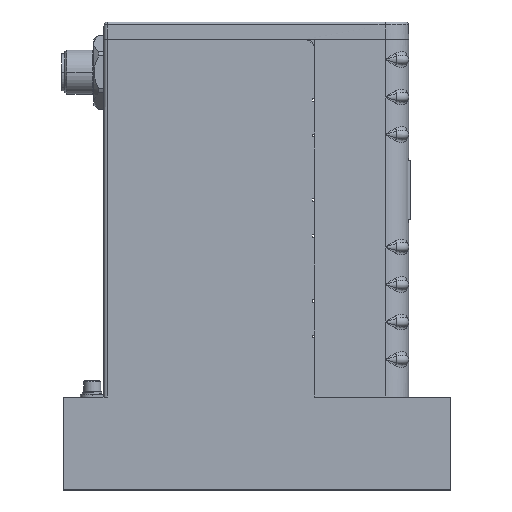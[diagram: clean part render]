
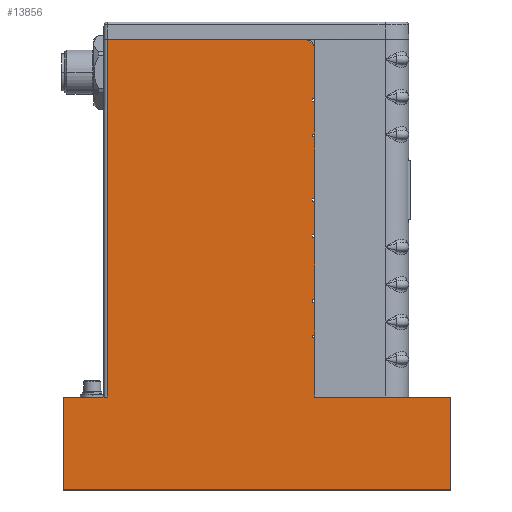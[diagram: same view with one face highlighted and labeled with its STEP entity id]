
A CAD part, top view. The second image highlights one B-rep face of the part: STEP entity #13856.
In plain terms, the highlighted planar face has unit normal (0, 0, 1).
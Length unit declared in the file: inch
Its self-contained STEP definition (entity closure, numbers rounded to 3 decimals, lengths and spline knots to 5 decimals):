
#284=DIRECTION('',(-1.,0.,0.));
#285=VECTOR('',#284,0.469);
#286=CARTESIAN_POINT('',(2.4105,0.99,0.));
#287=LINE('',#286,#285);
#1145=DIRECTION('',(-1.,0.,0.));
#1146=VECTOR('',#1145,1.445);
#1147=CARTESIAN_POINT('',(6.0715,0.99,0.));
#1148=LINE('',#1147,#1146);
#1224=DIRECTION('',(0.,1.,0.));
#1225=VECTOR('',#1224,0.63);
#1226=CARTESIAN_POINT('',(4.6265,0.99,0.));
#1227=LINE('',#1226,#1225);
#1232=DIRECTION('',(0.,1.,0.));
#1233=VECTOR('',#1232,0.35);
#1234=CARTESIAN_POINT('',(4.6265,1.65,0.));
#1235=LINE('',#1234,#1233);
#1240=DIRECTION('',(0.,1.,0.));
#1241=VECTOR('',#1240,0.66);
#1242=CARTESIAN_POINT('',(4.6265,2.03,0.));
#1243=LINE('',#1242,#1241);
#1248=DIRECTION('',(0.,1.,0.));
#1249=VECTOR('',#1248,0.355);
#1250=CARTESIAN_POINT('',(4.6265,2.72,0.));
#1251=LINE('',#1250,#1249);
#1256=DIRECTION('',(0.,1.,0.));
#1257=VECTOR('',#1256,0.66);
#1258=CARTESIAN_POINT('',(4.6265,3.105,0.));
#1259=LINE('',#1258,#1257);
#1264=DIRECTION('',(0.,1.,0.));
#1265=VECTOR('',#1264,0.35);
#1266=CARTESIAN_POINT('',(4.6265,3.795,0.));
#1267=LINE('',#1266,#1265);
#1272=DIRECTION('',(0.,1.,0.));
#1273=VECTOR('',#1272,0.505);
#1274=CARTESIAN_POINT('',(4.6265,4.175,0.));
#1275=LINE('',#1274,#1273);
#1280=DIRECTION('',(1.,0.,0.));
#1281=VECTOR('',#1280,2.091);
#1282=CARTESIAN_POINT('',(2.4105,4.805,
0.));
#1283=LINE('',#1282,#1281);
#1284=CARTESIAN_POINT('',(4.5015,4.68,0.));
#1285=DIRECTION('',(0.,0.,-1.));
#1286=DIRECTION('',(0.,1.,0.));
#1287=AXIS2_PLACEMENT_3D('',#1284,#1285,#1286);
#1289=DIRECTION('',(1.,0.,0.));
#1290=VECTOR('',#1289,0.03);
#1291=CARTESIAN_POINT('',(4.5965,4.145,0.));
#1292=LINE('',#1291,#1290);
#1293=DIRECTION('',(1.,0.,0.));
#1294=VECTOR('',#1293,0.03);
#1295=CARTESIAN_POINT('',(4.5965,3.765,0.));
#1296=LINE('',#1295,#1294);
#1297=DIRECTION('',(1.,0.,0.));
#1298=VECTOR('',#1297,0.03);
#1299=CARTESIAN_POINT('',(4.5965,3.075,0.));
#1300=LINE('',#1299,#1298);
#1301=DIRECTION('',(1.,0.,0.));
#1302=VECTOR('',#1301,0.03);
#1303=CARTESIAN_POINT('',(4.5965,2.69,0.));
#1304=LINE('',#1303,#1302);
#1305=DIRECTION('',(1.,0.,0.));
#1306=VECTOR('',#1305,0.03);
#1307=CARTESIAN_POINT('',(4.5965,2.,0.));
#1308=LINE('',#1307,#1306);
#1309=DIRECTION('',(1.,0.,0.));
#1310=VECTOR('',#1309,0.03);
#1311=CARTESIAN_POINT('',(4.5965,1.62,0.));
#1312=LINE('',#1311,#1310);
#1313=DIRECTION('',(0.,1.,0.));
#1314=VECTOR('',#1313,0.99);
#1315=CARTESIAN_POINT('',(6.0715,0.,0.));
#1316=LINE('',#1315,#1314);
#1321=DIRECTION('',(1.,0.,0.));
#1322=VECTOR('',#1321,4.13);
#1323=CARTESIAN_POINT('',(1.9415,0.,0.));
#1324=LINE('',#1323,#1322);
#1419=DIRECTION('',(0.,-1.,0.));
#1420=VECTOR('',#1419,0.99);
#1421=CARTESIAN_POINT('',(1.9415,0.99,0.));
#1422=LINE('',#1421,#1420);
#2269=DIRECTION('',(0.,-1.,0.));
#2270=VECTOR('',#2269,3.815);
#2271=CARTESIAN_POINT('',(2.4105,4.805,
0.));
#2272=LINE('',#2271,#2270);
#4505=DIRECTION('',(1.,0.,0.));
#4506=VECTOR('',#4505,0.03);
#4507=CARTESIAN_POINT('',(4.5965,4.175,0.));
#4508=LINE('',#4507,#4506);
#4509=DIRECTION('',(0.,1.,0.));
#4510=VECTOR('',#4509,0.03);
#4511=CARTESIAN_POINT('',(4.5965,4.145,0.));
#4512=LINE('',#4511,#4510);
#4561=DIRECTION('',(1.,0.,0.));
#4562=VECTOR('',#4561,0.03);
#4563=CARTESIAN_POINT('',(4.5965,3.795,0.));
#4564=LINE('',#4563,#4562);
#4617=DIRECTION('',(1.,0.,0.));
#4618=VECTOR('',#4617,0.03);
#4619=CARTESIAN_POINT('',(4.5965,3.105,0.));
#4620=LINE('',#4619,#4618);
#4621=DIRECTION('',(0.,1.,0.));
#4622=VECTOR('',#4621,0.03);
#4623=CARTESIAN_POINT('',(4.5965,3.075,0.));
#4624=LINE('',#4623,#4622);
#4671=DIRECTION('',(1.,0.,0.));
#4672=VECTOR('',#4671,0.03);
#4673=CARTESIAN_POINT('',(4.5965,2.72,0.));
#4674=LINE('',#4673,#4672);
#4731=DIRECTION('',(1.,0.,0.));
#4732=VECTOR('',#4731,0.03);
#4733=CARTESIAN_POINT('',(4.5965,2.03,0.));
#4734=LINE('',#4733,#4732);
#4735=DIRECTION('',(0.,1.,0.));
#4736=VECTOR('',#4735,0.03);
#4737=CARTESIAN_POINT('',(4.5965,2.,0.));
#4738=LINE('',#4737,#4736);
#4787=DIRECTION('',(1.,0.,0.));
#4788=VECTOR('',#4787,0.03);
#4789=CARTESIAN_POINT('',(4.5965,1.65,0.));
#4790=LINE('',#4789,#4788);
#4884=DIRECTION('',(0.,1.,0.));
#4885=VECTOR('',#4884,0.03);
#4886=CARTESIAN_POINT('',(4.5965,1.62,0.));
#4887=LINE('',#4886,#4885);
#4978=DIRECTION('',(0.,1.,0.));
#4979=VECTOR('',#4978,0.03);
#4980=CARTESIAN_POINT('',(4.5965,2.69,0.));
#4981=LINE('',#4980,#4979);
#5072=DIRECTION('',(0.,1.,0.));
#5073=VECTOR('',#5072,0.03);
#5074=CARTESIAN_POINT('',(4.5965,3.765,0.));
#5075=LINE('',#5074,#5073);
#10678=CARTESIAN_POINT('',(2.4105,0.99,0.));
#10679=VERTEX_POINT('',#10678);
#10680=CARTESIAN_POINT('',(1.9415,0.99,0.));
#10681=VERTEX_POINT('',#10680);
#10724=CARTESIAN_POINT('',(6.0715,0.99,0.));
#10725=VERTEX_POINT('',#10724);
#10726=CARTESIAN_POINT('',(4.6265,0.99,0.));
#10727=VERTEX_POINT('',#10726);
#10750=CARTESIAN_POINT('',(1.9415,0.,0.));
#10751=CARTESIAN_POINT('',(6.0715,0.,0.));
#10752=VERTEX_POINT('',#10750);
#10753=VERTEX_POINT('',#10751);
#10826=CARTESIAN_POINT('',(4.6265,1.62,0.));
#10827=VERTEX_POINT('',#10826);
#10828=CARTESIAN_POINT('',(2.4105,4.805,
0.));
#10829=VERTEX_POINT('',#10828);
#10830=CARTESIAN_POINT('',(4.5015,4.805,
0.));
#10831=VERTEX_POINT('',#10830);
#10832=CARTESIAN_POINT('',(4.6265,4.68,0.));
#10833=VERTEX_POINT('',#10832);
#10834=CARTESIAN_POINT('',(4.6265,4.175,0.));
#10835=VERTEX_POINT('',#10834);
#10836=CARTESIAN_POINT('',(4.5965,4.175,0.));
#10837=VERTEX_POINT('',#10836);
#10838=CARTESIAN_POINT('',(4.5965,4.145,0.));
#10839=VERTEX_POINT('',#10838);
#10840=CARTESIAN_POINT('',(4.6265,4.145,0.));
#10841=VERTEX_POINT('',#10840);
#10842=CARTESIAN_POINT('',(4.6265,3.795,0.));
#10843=VERTEX_POINT('',#10842);
#10844=CARTESIAN_POINT('',(4.5965,3.795,0.));
#10845=VERTEX_POINT('',#10844);
#10846=CARTESIAN_POINT('',(4.5965,3.765,0.));
#10847=VERTEX_POINT('',#10846);
#10848=CARTESIAN_POINT('',(4.6265,3.765,0.));
#10849=VERTEX_POINT('',#10848);
#10850=CARTESIAN_POINT('',(4.6265,3.105,0.));
#10851=VERTEX_POINT('',#10850);
#10852=CARTESIAN_POINT('',(4.5965,3.105,0.));
#10853=VERTEX_POINT('',#10852);
#10854=CARTESIAN_POINT('',(4.5965,3.075,0.));
#10855=VERTEX_POINT('',#10854);
#10856=CARTESIAN_POINT('',(4.6265,3.075,0.));
#10857=VERTEX_POINT('',#10856);
#10858=CARTESIAN_POINT('',(4.6265,2.72,0.));
#10859=VERTEX_POINT('',#10858);
#10860=CARTESIAN_POINT('',(4.5965,2.72,0.));
#10861=VERTEX_POINT('',#10860);
#10862=CARTESIAN_POINT('',(4.5965,2.69,0.));
#10863=VERTEX_POINT('',#10862);
#10864=CARTESIAN_POINT('',(4.6265,2.69,0.));
#10865=VERTEX_POINT('',#10864);
#10866=CARTESIAN_POINT('',(4.6265,2.03,0.));
#10867=VERTEX_POINT('',#10866);
#10868=CARTESIAN_POINT('',(4.5965,2.03,0.));
#10869=VERTEX_POINT('',#10868);
#10870=CARTESIAN_POINT('',(4.5965,2.,0.));
#10871=VERTEX_POINT('',#10870);
#10872=CARTESIAN_POINT('',(4.6265,2.,0.));
#10873=VERTEX_POINT('',#10872);
#10874=CARTESIAN_POINT('',(4.6265,1.65,0.));
#10875=VERTEX_POINT('',#10874);
#10876=CARTESIAN_POINT('',(4.5965,1.65,0.));
#10877=VERTEX_POINT('',#10876);
#10878=CARTESIAN_POINT('',(4.5965,1.62,0.));
#10879=VERTEX_POINT('',#10878);
#13792=CARTESIAN_POINT('',(2.3765,0.99,0.));
#13793=DIRECTION('',(0.,0.,1.));
#13794=DIRECTION('',(1.,0.,0.));
#13795=AXIS2_PLACEMENT_3D('',#13792,#13793,#13794);
#13796=PLANE('',#13795);
#13797=ORIENTED_EDGE('',*,*,#13742,.F.);
#13798=ORIENTED_EDGE('',*,*,#13642,.F.);
#13800=ORIENTED_EDGE('',*,*,#13799,.F.);
#13802=ORIENTED_EDGE('',*,*,#13801,.F.);
#13804=ORIENTED_EDGE('',*,*,#13803,.F.);
#13805=ORIENTED_EDGE('',*,*,#12688,.F.);
#13807=ORIENTED_EDGE('',*,*,#13806,.F.);
#13809=ORIENTED_EDGE('',*,*,#13808,.T.);
#13811=ORIENTED_EDGE('',*,*,#13810,.T.);
#13812=ORIENTED_EDGE('',*,*,#13766,.F.);
#13814=ORIENTED_EDGE('',*,*,#13813,.F.);
#13816=ORIENTED_EDGE('',*,*,#13815,.F.);
#13818=ORIENTED_EDGE('',*,*,#13817,.T.);
#13819=ORIENTED_EDGE('',*,*,#13762,.F.);
#13821=ORIENTED_EDGE('',*,*,#13820,.F.);
#13823=ORIENTED_EDGE('',*,*,#13822,.F.);
#13825=ORIENTED_EDGE('',*,*,#13824,.T.);
#13826=ORIENTED_EDGE('',*,*,#13758,.F.);
#13828=ORIENTED_EDGE('',*,*,#13827,.F.);
#13830=ORIENTED_EDGE('',*,*,#13829,.F.);
#13832=ORIENTED_EDGE('',*,*,#13831,.T.);
#13833=ORIENTED_EDGE('',*,*,#13754,.F.);
#13835=ORIENTED_EDGE('',*,*,#13834,.F.);
#13837=ORIENTED_EDGE('',*,*,#13836,.F.);
#13839=ORIENTED_EDGE('',*,*,#13838,.T.);
#13840=ORIENTED_EDGE('',*,*,#13750,.F.);
#13842=ORIENTED_EDGE('',*,*,#13841,.F.);
#13844=ORIENTED_EDGE('',*,*,#13843,.F.);
#13846=ORIENTED_EDGE('',*,*,#13845,.T.);
#13847=ORIENTED_EDGE('',*,*,#13746,.F.);
#13849=ORIENTED_EDGE('',*,*,#13848,.F.);
#13851=ORIENTED_EDGE('',*,*,#13850,.F.);
#13853=ORIENTED_EDGE('',*,*,#13852,.T.);
#13854=EDGE_LOOP('',(#13797,#13798,#13800,#13802,#13804,#13805,#13807,#13809,
#13811,#13812,#13814,#13816,#13818,#13819,#13821,#13823,#13825,#13826,#13828,
#13830,#13832,#13833,#13835,#13837,#13839,#13840,#13842,#13844,#13846,#13847,
#13849,#13851,#13853));
#13855=FACE_OUTER_BOUND('',#13854,.F.);
#13856=ADVANCED_FACE('',(#13855),#13796,.T.);
#1288=CIRCLE('',#1287,0.125);
#12688=EDGE_CURVE('',#10679,#10681,#287,.T.);
#13642=EDGE_CURVE('',#10725,#10727,#1148,.T.);
#13742=EDGE_CURVE('',#10727,#10827,#1227,.T.);
#13746=EDGE_CURVE('',#10875,#10873,#1235,.T.);
#13750=EDGE_CURVE('',#10867,#10865,#1243,.T.);
#13754=EDGE_CURVE('',#10859,#10857,#1251,.T.);
#13758=EDGE_CURVE('',#10851,#10849,#1259,.T.);
#13762=EDGE_CURVE('',#10843,#10841,#1267,.T.);
#13766=EDGE_CURVE('',#10835,#10833,#1275,.T.);
#13799=EDGE_CURVE('',#10753,#10725,#1316,.T.);
#13801=EDGE_CURVE('',#10752,#10753,#1324,.T.);
#13803=EDGE_CURVE('',#10681,#10752,#1422,.T.);
#13806=EDGE_CURVE('',#10829,#10679,#2272,.T.);
#13808=EDGE_CURVE('',#10829,#10831,#1283,.T.);
#13810=EDGE_CURVE('',#10831,#10833,#1288,.T.);
#13813=EDGE_CURVE('',#10837,#10835,#4508,.T.);
#13815=EDGE_CURVE('',#10839,#10837,#4512,.T.);
#13817=EDGE_CURVE('',#10839,#10841,#1292,.T.);
#13820=EDGE_CURVE('',#10845,#10843,#4564,.T.);
#13822=EDGE_CURVE('',#10847,#10845,#5075,.T.);
#13824=EDGE_CURVE('',#10847,#10849,#1296,.T.);
#13827=EDGE_CURVE('',#10853,#10851,#4620,.T.);
#13829=EDGE_CURVE('',#10855,#10853,#4624,.T.);
#13831=EDGE_CURVE('',#10855,#10857,#1300,.T.);
#13834=EDGE_CURVE('',#10861,#10859,#4674,.T.);
#13836=EDGE_CURVE('',#10863,#10861,#4981,.T.);
#13838=EDGE_CURVE('',#10863,#10865,#1304,.T.);
#13841=EDGE_CURVE('',#10869,#10867,#4734,.T.);
#13843=EDGE_CURVE('',#10871,#10869,#4738,.T.);
#13845=EDGE_CURVE('',#10871,#10873,#1308,.T.);
#13848=EDGE_CURVE('',#10877,#10875,#4790,.T.);
#13850=EDGE_CURVE('',#10879,#10877,#4887,.T.);
#13852=EDGE_CURVE('',#10879,#10827,#1312,.T.);
